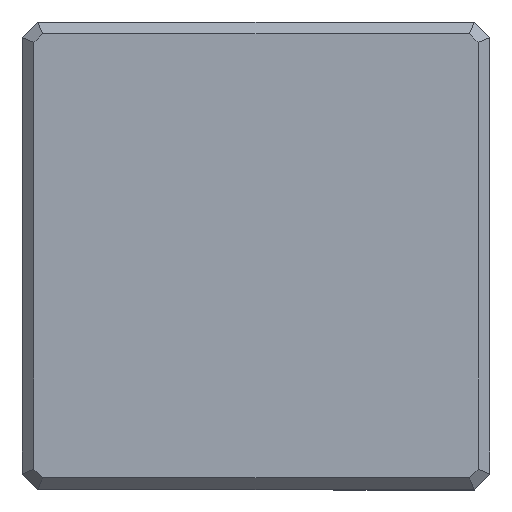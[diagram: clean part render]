
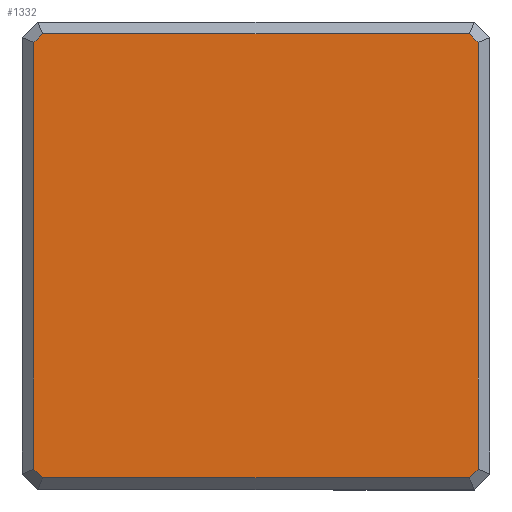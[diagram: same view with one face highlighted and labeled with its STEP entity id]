
A CAD part, top view. The second image highlights one B-rep face of the part: STEP entity #1332.
In plain terms, the highlighted planar face has unit normal (0, 0, 1).
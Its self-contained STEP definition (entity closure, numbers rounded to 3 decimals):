
#178=FACE_OUTER_BOUND('',#260,.T.);
#260=EDGE_LOOP('',(#931,#932,#933,#934,#935,#936,#937,#938));
#361=LINE('',#2030,#489);
#362=LINE('',#2032,#490);
#363=LINE('',#2034,#491);
#364=LINE('',#2036,#492);
#365=LINE('',#2038,#493);
#366=LINE('',#2040,#494);
#367=LINE('',#2042,#495);
#368=LINE('',#2043,#496);
#489=VECTOR('',#1597,2.738);
#490=VECTOR('',#1598,0.079);
#491=VECTOR('',#1599,2.738);
#492=VECTOR('',#1600,0.079);
#493=VECTOR('',#1601,2.738);
#494=VECTOR('',#1602,0.079);
#495=VECTOR('',#1603,2.738);
#496=VECTOR('',#1604,0.079);
#611=VERTEX_POINT('',#2028);
#612=VERTEX_POINT('',#2029);
#613=VERTEX_POINT('',#2031);
#614=VERTEX_POINT('',#2033);
#615=VERTEX_POINT('',#2035);
#616=VERTEX_POINT('',#2037);
#617=VERTEX_POINT('',#2039);
#618=VERTEX_POINT('',#2041);
#731=EDGE_CURVE('',#611,#612,#361,.T.);
#732=EDGE_CURVE('',#612,#613,#362,.T.);
#733=EDGE_CURVE('',#613,#614,#363,.T.);
#734=EDGE_CURVE('',#614,#615,#364,.T.);
#735=EDGE_CURVE('',#615,#616,#365,.T.);
#736=EDGE_CURVE('',#616,#617,#366,.T.);
#737=EDGE_CURVE('',#617,#618,#367,.T.);
#738=EDGE_CURVE('',#618,#611,#368,.T.);
#931=ORIENTED_EDGE('',*,*,#731,.T.);
#932=ORIENTED_EDGE('',*,*,#732,.T.);
#933=ORIENTED_EDGE('',*,*,#733,.T.);
#934=ORIENTED_EDGE('',*,*,#734,.T.);
#935=ORIENTED_EDGE('',*,*,#735,.T.);
#936=ORIENTED_EDGE('',*,*,#736,.T.);
#937=ORIENTED_EDGE('',*,*,#737,.T.);
#938=ORIENTED_EDGE('',*,*,#738,.T.);
#1290=PLANE('',#1416);
#1332=ADVANCED_FACE('',(#178),#1290,.F.);
#1416=AXIS2_PLACEMENT_3D('',#2027,#1595,#1596);
#1595=DIRECTION('center_axis',(0.,0.,-1.));
#1596=DIRECTION('ref_axis',(1.,0.,0.));
#1597=DIRECTION('',(0.,1.,0.));
#1598=DIRECTION('',(-0.707,0.707,0.));
#1599=DIRECTION('',(-1.,0.,0.));
#1600=DIRECTION('',(-0.707,-0.707,0.));
#1601=DIRECTION('',(0.,-1.,0.));
#1602=DIRECTION('',(0.707,-0.707,0.));
#1603=DIRECTION('',(1.,0.,0.));
#1604=DIRECTION('',(0.707,0.707,0.));
#2027=CARTESIAN_POINT('Origin',(0.,0.,1.5));
#2028=CARTESIAN_POINT('',(1.425,-1.369,1.5));
#2029=CARTESIAN_POINT('',(1.425,1.369,1.5));
#2030=CARTESIAN_POINT('',(1.425,-1.369,1.5));
#2031=CARTESIAN_POINT('',(1.369,1.425,1.5));
#2032=CARTESIAN_POINT('',(1.425,1.369,1.5));
#2033=CARTESIAN_POINT('',(-1.369,1.425,1.5));
#2034=CARTESIAN_POINT('',(1.369,1.425,1.5));
#2035=CARTESIAN_POINT('',(-1.425,1.369,1.5));
#2036=CARTESIAN_POINT('',(-1.369,1.425,1.5));
#2037=CARTESIAN_POINT('',(-1.425,-1.369,1.5));
#2038=CARTESIAN_POINT('',(-1.425,1.369,1.5));
#2039=CARTESIAN_POINT('',(-1.369,-1.425,1.5));
#2040=CARTESIAN_POINT('',(-1.425,-1.369,1.5));
#2041=CARTESIAN_POINT('',(1.369,-1.425,1.5));
#2042=CARTESIAN_POINT('',(-1.369,-1.425,1.5));
#2043=CARTESIAN_POINT('',(1.369,-1.425,1.5));
